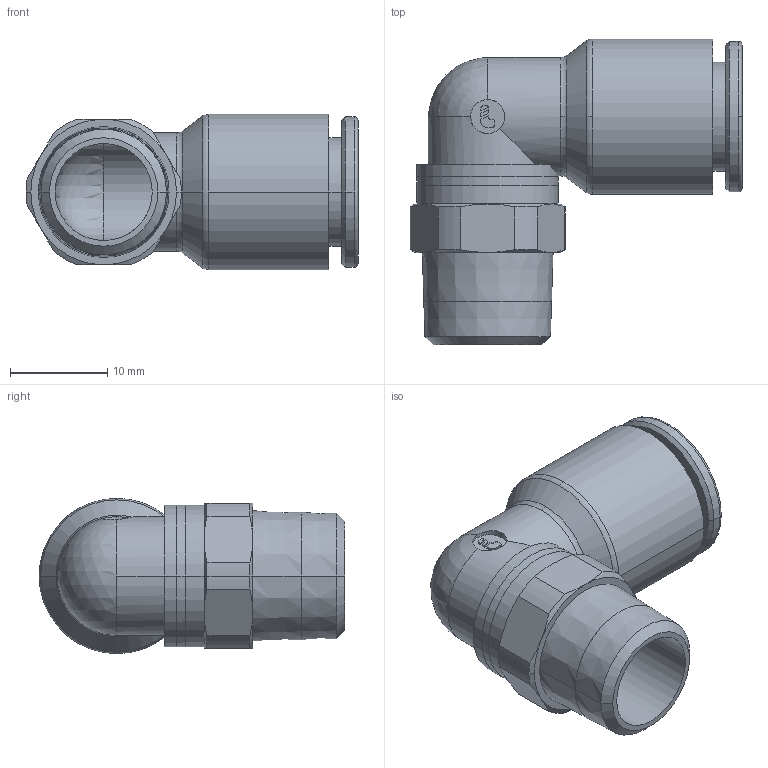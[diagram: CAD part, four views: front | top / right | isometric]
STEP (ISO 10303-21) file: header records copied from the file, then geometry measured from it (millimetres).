
FILE_DESCRIPTION(('STEP AP214'),'1');
FILE_NAME('3109_10_13.stp','2016-07-07T14:15:39',('TraceParts'),('TraceParts S.A.'),'Spatial InterOp 3D',' ',' ');
FILE_SCHEMA(('automotive_design'));
Length unit declared in the file: millimetre
Products named in the file (1): 1
Bounding box: 34.19 x 31.5 x 16 mm (x, y, z)
Volume: 3869.8 mm3; surface area: 4212.4 mm2
Topology: 1 solids, 1 shells, 102 faces, 254 edges, 160 vertices
Faces by surface type: cylinder 34, plane 32, cone 28, torus 6, sphere 2
Entity records: 3265 total; most frequent: CARTESIAN_POINT 803, DIRECTION 550, ORIENTED_EDGE 502, EDGE_CURVE 251, AXIS2_PLACEMENT_3D 227, VERTEX_POINT 160, CIRCLE 120, EDGE_LOOP 113
